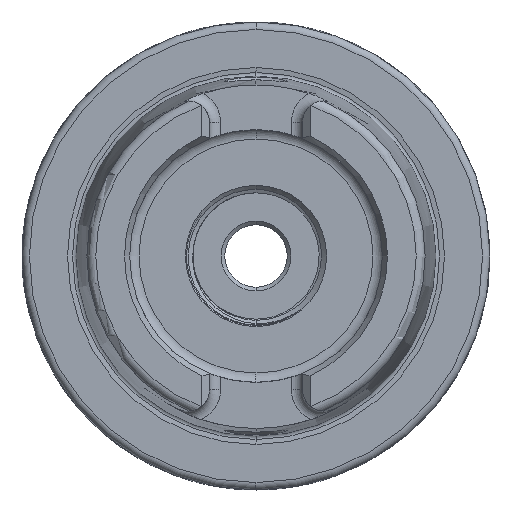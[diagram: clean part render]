
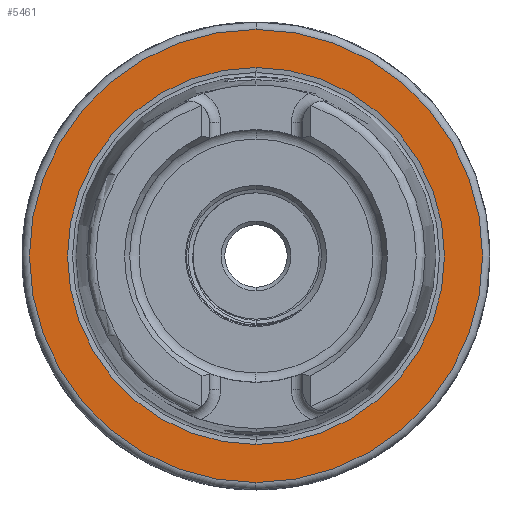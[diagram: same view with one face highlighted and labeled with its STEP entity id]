
A CAD part, left-side view. The second image highlights one B-rep face of the part: STEP entity #5461.
In plain terms, the highlighted planar face has unit normal (-1, 0, 0).
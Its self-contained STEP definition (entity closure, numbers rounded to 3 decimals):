
#4685 = PLANE ( 'NONE',  #25595 ) ;
#4698 = DIRECTION ( 'NONE',  ( 0., 0., 1. ) ) ;
#4709 = DIRECTION ( 'NONE',  ( -1., 0., 0. ) ) ;
#4712 = CARTESIAN_POINT ( 'NONE',  ( 0., 25.369, 0. ) ) ;
#5461 = ADVANCED_FACE ( 'NONE', ( #31241, #31122 ), #4685, .T. ) ;
#6407 = CIRCLE ( 'NONE', #26075, 30.5 ) ;
#6423 = CIRCLE ( 'NONE', #26102, 25.369 ) ;
#6631 = CIRCLE ( 'NONE', #26130, 25.369 ) ;
#6710 = CIRCLE ( 'NONE', #26173, 30.5 ) ;
#8006 = ORIENTED_EDGE ( 'NONE', *, *, #21358, .T. ) ;
#8083 = ORIENTED_EDGE ( 'NONE', *, *, #21389, .T. ) ;
#8106 = ORIENTED_EDGE ( 'NONE', *, *, #29363, .T. ) ;
#8115 = ORIENTED_EDGE ( 'NONE', *, *, #29302, .T. ) ;
#9641 = CARTESIAN_POINT ( 'NONE',  ( 0., 0., 0. ) ) ;
#9651 = DIRECTION ( 'NONE',  ( 0., 0., -1. ) ) ;
#9664 = DIRECTION ( 'NONE',  ( 1., 0., 0. ) ) ;
#10053 = DIRECTION ( 'NONE',  ( -1., 0., 0. ) ) ;
#10074 = CARTESIAN_POINT ( 'NONE',  ( 0., 0., 0. ) ) ;
#10090 = DIRECTION ( 'NONE',  ( 0., 0., 1. ) ) ;
#15203 = VERTEX_POINT ( 'NONE', #29627 ) ;
#15249 = VERTEX_POINT ( 'NONE', #29607 ) ;
#15367 = EDGE_LOOP ( 'NONE', ( #8006, #8106 ) ) ;
#15380 = EDGE_LOOP ( 'NONE', ( #8083, #8115 ) ) ;
#15727 = VERTEX_POINT ( 'NONE', #29851 ) ;
#15767 = VERTEX_POINT ( 'NONE', #29868 ) ;
#21358 = EDGE_CURVE ( 'NONE', #15767, #15203, #6407, .T. ) ;
#21389 = EDGE_CURVE ( 'NONE', #15727, #15249, #6423, .T. ) ;
#23469 = DIRECTION ( 'NONE',  ( -1., 0., 0. ) ) ;
#23487 = CARTESIAN_POINT ( 'NONE',  ( 0., 0., 0. ) ) ;
#23491 = DIRECTION ( 'NONE',  ( 0., 0., 1. ) ) ;
#23816 = DIRECTION ( 'NONE',  ( 0., 0., -1. ) ) ;
#23851 = CARTESIAN_POINT ( 'NONE',  ( 0., 0., 0. ) ) ;
#23852 = DIRECTION ( 'NONE',  ( 1., 0., 0. ) ) ;
#25595 = AXIS2_PLACEMENT_3D ( 'NONE', #4712, #4709, #4698 ) ;
#26075 = AXIS2_PLACEMENT_3D ( 'NONE', #10074, #10053, #10090 ) ;
#26102 = AXIS2_PLACEMENT_3D ( 'NONE', #9641, #9664, #9651 ) ;
#26130 = AXIS2_PLACEMENT_3D ( 'NONE', #23851, #23852, #23816 ) ;
#26173 = AXIS2_PLACEMENT_3D ( 'NONE', #23487, #23469, #23491 ) ;
#29302 = EDGE_CURVE ( 'NONE', #15249, #15727, #6631, .T. ) ;
#29363 = EDGE_CURVE ( 'NONE', #15203, #15767, #6710, .T. ) ;
#29607 = CARTESIAN_POINT ( 'NONE',  ( 0., 0., -25.369 ) ) ;
#29627 = CARTESIAN_POINT ( 'NONE',  ( 0., 0., -30.5 ) ) ;
#29851 = CARTESIAN_POINT ( 'NONE',  ( 0., 0., 25.369 ) ) ;
#29868 = CARTESIAN_POINT ( 'NONE',  ( 0., 0., 30.5 ) ) ;
#31122 = FACE_BOUND ( 'NONE', #15380, .T. ) ;
#31241 = FACE_OUTER_BOUND ( 'NONE', #15367, .T. ) ;
